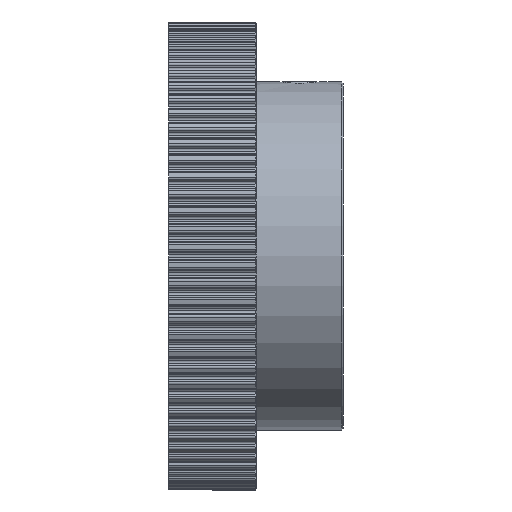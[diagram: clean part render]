
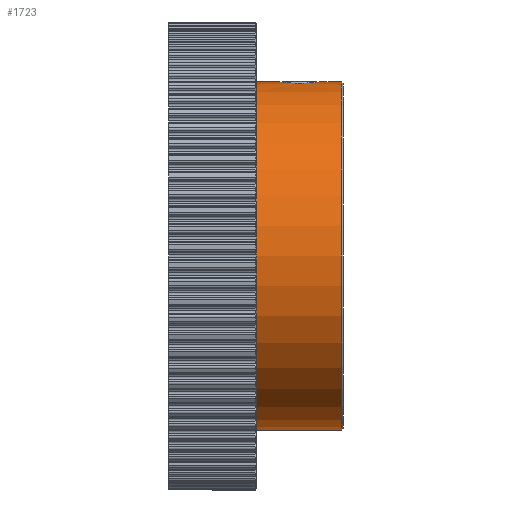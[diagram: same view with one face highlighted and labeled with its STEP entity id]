
A CAD part, front view. The second image highlights one B-rep face of the part: STEP entity #1723.
In plain terms, the highlighted cylindrical face has radius 19.05 mm (diameter 38.1 mm), a partial arc.
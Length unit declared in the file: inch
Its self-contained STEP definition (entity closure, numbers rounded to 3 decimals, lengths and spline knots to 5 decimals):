
#583 = VERTEX_POINT ( 'NONE', #3769 ) ;
#721 = DIRECTION ( 'NONE',  ( 0., 0., 1. ) ) ;
#1052 = CARTESIAN_POINT ( 'NONE',  ( -0.375, 0., 0.75 ) ) ;
#1177 = LINE ( 'NONE', #9991, #27968 ) ;
#1359 = CARTESIAN_POINT ( 'NONE',  ( 0.17613, -0.08765, 0.74486 ) ) ;
#1451 = CARTESIAN_POINT ( 'NONE',  ( 0.10329, -0.02272, 0.74968 ) ) ;
#1623 = CARTESIAN_POINT ( 'NONE',  ( 0.27437, -0.005, 0.74999 ) ) ;
#1723 = ADVANCED_FACE ( 'NONE', ( #28337 ), #27651, .T. ) ;
#1728 = CARTESIAN_POINT ( 'NONE',  ( 0.21006, -0.08485, 0.74519 ) ) ;
#1802 = EDGE_CURVE ( 'NONE', #22239, #583, #3311, .T. ) ;
#2602 = CARTESIAN_POINT ( 'NONE',  ( -0.375, 0., 0. ) ) ;
#2631 = EDGE_CURVE ( 'NONE', #13987, #9079, #15556, .T. ) ;
#2809 = DIRECTION ( 'NONE',  ( 0., 0., 1. ) ) ;
#2875 = VERTEX_POINT ( 'NONE', #7984 ) ;
#2891 = DIRECTION ( 'NONE',  ( -1., 0., 0. ) ) ;
#3044 = EDGE_CURVE ( 'NONE', #26240, #583, #18996, .T. ) ;
#3223 = B_SPLINE_CURVE_WITH_KNOTS ( 'NONE', 3,
 ( #27991, #1359, #21456, #8170, #23670, #10456, #25871, #12715, #28099, #14919, #1451, #17144, #3709, #19347, #5999, #21562, #8267, #23760 ),
 .UNSPECIFIED., .F., .F.,
 ( 4, 2, 2, 2, 2, 2, 2, 2, 4 ),
 ( 0.5, 0.56248, 0.62496, 0.6562, 0.68743, 0.71867, 0.73429, 0.7421, 0.74991 ),
 .UNSPECIFIED. ) ;
#3311 = LINE ( 'NONE', #1052, #14574 ) ;
#3709 = CARTESIAN_POINT ( 'NONE',  ( 0.10121, -0.01146, 0.74992 ) ) ;
#3769 = CARTESIAN_POINT ( 'NONE',  ( 0., 0., 0.75 ) ) ;
#3896 = CARTESIAN_POINT ( 'NONE',  ( 0.2738, -0.01141, 0.74992 ) ) ;
#3984 = CARTESIAN_POINT ( 'NONE',  ( 0.19304, -0.08766, 0.74486 ) ) ;
#4619 = CARTESIAN_POINT ( 'NONE',  ( 0.10051, 0., 0.75 ) ) ;
#5353 = CIRCLE ( 'NONE', #28724, 0.75 ) ;
#5999 = CARTESIAN_POINT ( 'NONE',  ( 0.10069, -0.00575, 0.74998 ) ) ;
#6167 = CARTESIAN_POINT ( 'NONE',  ( 0.27171, -0.02271, 0.74968 ) ) ;
#6931 = VERTEX_POINT ( 'NONE', #10586 ) ;
#7310 = CARTESIAN_POINT ( 'NONE',  ( 0.27449, 0., 0.75 ) ) ;
#7984 = CARTESIAN_POINT ( 'NONE',  ( 0.3687, 0., -0.75 ) ) ;
#8170 = CARTESIAN_POINT ( 'NONE',  ( 0.14365, -0.07656, 0.74609 ) ) ;
#8267 = CARTESIAN_POINT ( 'NONE',  ( 0.10051, -0.00139, 0.75 ) ) ;
#8333 = ORIENTED_EDGE ( 'NONE', *, *, #1802, .T. ) ;
#8464 = CARTESIAN_POINT ( 'NONE',  ( 0.26352, -0.04412, 0.74878 ) ) ;
#9079 = VERTEX_POINT ( 'NONE', #7310 ) ;
#9991 = CARTESIAN_POINT ( 'NONE',  ( -0.375, 0., -0.75 ) ) ;
#10456 = CARTESIAN_POINT ( 'NONE',  ( 0.12197, -0.05793, 0.74777 ) ) ;
#10586 = CARTESIAN_POINT ( 'NONE',  ( 0.1874, -0.08766, 0.74486 ) ) ;
#10642 = CARTESIAN_POINT ( 'NONE',  ( 0.27449, 0., 0.75 ) ) ;
#10729 = CARTESIAN_POINT ( 'NONE',  ( 0.24503, -0.06599, 0.7471 ) ) ;
#12715 = CARTESIAN_POINT ( 'NONE',  ( 0.11197, -0.04387, 0.74873 ) ) ;
#12883 = CARTESIAN_POINT ( 'NONE',  ( 0.27449, -0.00071, 0.75 ) ) ;
#12983 = CARTESIAN_POINT ( 'NONE',  ( 0.23108, -0.07608, 0.74614 ) ) ;
#13601 = ORIENTED_EDGE ( 'NONE', *, *, #23812, .T. ) ;
#13987 = VERTEX_POINT ( 'NONE', #18898 ) ;
#14199 = DIRECTION ( 'NONE',  ( -1., 0., 0. ) ) ;
#14477 = ORIENTED_EDGE ( 'NONE', *, *, #25625, .T. ) ;
#14574 = VECTOR ( 'NONE', #20146, 39.37008 ) ;
#14919 = CARTESIAN_POINT ( 'NONE',  ( 0.10496, -0.02828, 0.74949 ) ) ;
#15100 = CARTESIAN_POINT ( 'NONE',  ( 0.27446, -0.0025, 0.75 ) ) ;
#15184 = CARTESIAN_POINT ( 'NONE',  ( 0.2156, -0.08315, 0.74538 ) ) ;
#15447 = AXIS2_PLACEMENT_3D ( 'NONE', #2602, #2891, #2809 ) ;
#15556 = LINE ( 'NONE', #24887, #21425 ) ;
#16696 = B_SPLINE_CURVE_WITH_KNOTS ( 'NONE', 3,
 ( #10642, #26058, #12883, #28263, #15100, #1623, #17311, #3896, #19522, #6167, #21723, #8464, #23927, #10729, #26147, #12983, #28343, #15184, #1728, #17403, #3984, #19615 ),
 .UNSPECIFIED., .F., .F.,
 ( 4, 2, 1, 1, 2, 2, 2, 2, 2, 2, 2, 4 ),
 ( 0.24997, 0.25192, 0.25388, 0.25778, 0.2656, 0.28122, 0.31248, 0.37498, 0.40624, 0.43749, 0.46875, 0.5 ),
 .UNSPECIFIED. ) ;
#17144 = CARTESIAN_POINT ( 'NONE',  ( 0.10162, -0.01428, 0.74987 ) ) ;
#17311 = CARTESIAN_POINT ( 'NONE',  ( 0.27421, -0.00714, 0.74997 ) ) ;
#17403 = CARTESIAN_POINT ( 'NONE',  ( 0.19884, -0.0871, 0.74493 ) ) ;
#18898 = CARTESIAN_POINT ( 'NONE',  ( 0.3687, 0., 0.75 ) ) ;
#18907 = DIRECTION ( 'NONE',  ( -1., 0., 0. ) ) ;
#18996 = CIRCLE ( 'NONE', #22458, 0.75 ) ;
#19117 = ORIENTED_EDGE ( 'NONE', *, *, #3044, .F. ) ;
#19347 = CARTESIAN_POINT ( 'NONE',  ( 0.10079, -0.00719, 0.74997 ) ) ;
#19489 = CARTESIAN_POINT ( 'NONE',  ( 0., 0., -0.75 ) ) ;
#19522 = CARTESIAN_POINT ( 'NONE',  ( 0.27338, -0.01426, 0.74987 ) ) ;
#19615 = CARTESIAN_POINT ( 'NONE',  ( 0.1874, -0.08766, 0.74486 ) ) ;
#20146 = DIRECTION ( 'NONE',  ( -1., 0., 0. ) ) ;
#21425 = VECTOR ( 'NONE', #24452, 39.37008 ) ;
#21456 = CARTESIAN_POINT ( 'NONE',  ( 0.16463, -0.08535, 0.74514 ) ) ;
#21562 = CARTESIAN_POINT ( 'NONE',  ( 0.10054, -0.00288, 0.75 ) ) ;
#21723 = CARTESIAN_POINT ( 'NONE',  ( 0.27004, -0.02825, 0.74949 ) ) ;
#22239 = VERTEX_POINT ( 'NONE', #4619 ) ;
#22458 = AXIS2_PLACEMENT_3D ( 'NONE', #25489, #25372, #25303 ) ;
#22926 = ORIENTED_EDGE ( 'NONE', *, *, #25967, .T. ) ;
#23082 = ORIENTED_EDGE ( 'NONE', *, *, #25027, .F. ) ;
#23670 = CARTESIAN_POINT ( 'NONE',  ( 0.13399, -0.07005, 0.74677 ) ) ;
#23760 = CARTESIAN_POINT ( 'NONE',  ( 0.10051, 0., 0.75 ) ) ;
#23812 = EDGE_CURVE ( 'NONE', #6931, #22239, #3223, .T. ) ;
#23927 = CARTESIAN_POINT ( 'NONE',  ( 0.25706, -0.05387, 0.74811 ) ) ;
#24452 = DIRECTION ( 'NONE',  ( -1., 0., 0. ) ) ;
#24887 = CARTESIAN_POINT ( 'NONE',  ( -0.375, 0., 0.75 ) ) ;
#25027 = EDGE_CURVE ( 'NONE', #2875, #26240, #1177, .T. ) ;
#25303 = DIRECTION ( 'NONE',  ( 0., 0., 1. ) ) ;
#25372 = DIRECTION ( 'NONE',  ( -1., 0., 0. ) ) ;
#25489 = CARTESIAN_POINT ( 'NONE',  ( 0., 0., 0. ) ) ;
#25625 = EDGE_CURVE ( 'NONE', #9079, #6931, #16696, .T. ) ;
#25871 = CARTESIAN_POINT ( 'NONE',  ( 0.11832, -0.05345, 0.74811 ) ) ;
#25967 = EDGE_CURVE ( 'NONE', #2875, #13987, #5353, .T. ) ;
#26058 = CARTESIAN_POINT ( 'NONE',  ( 0.27449, -0.0003, 0.75 ) ) ;
#26147 = CARTESIAN_POINT ( 'NONE',  ( 0.24059, -0.06968, 0.74676 ) ) ;
#26240 = VERTEX_POINT ( 'NONE', #19489 ) ;
#27376 = CARTESIAN_POINT ( 'NONE',  ( 0.3687, 0., 0. ) ) ;
#27651 = CYLINDRICAL_SURFACE ( 'NONE', #15447, 0.75 ) ;
#27968 = VECTOR ( 'NONE', #18907, 39.37008 ) ;
#27991 = CARTESIAN_POINT ( 'NONE',  ( 0.1874, -0.08766, 0.74486 ) ) ;
#28099 = CARTESIAN_POINT ( 'NONE',  ( 0.10932, -0.03886, 0.74901 ) ) ;
#28137 = EDGE_LOOP ( 'NONE', ( #23082, #22926, #28370, #14477, #13601, #8333, #19117 ) ) ;
#28263 = CARTESIAN_POINT ( 'NONE',  ( 0.27448, -0.00143, 0.75 ) ) ;
#28337 = FACE_OUTER_BOUND ( 'NONE', #28137, .T. ) ;
#28343 = CARTESIAN_POINT ( 'NONE',  ( 0.2261, -0.07876, 0.74586 ) ) ;
#28370 = ORIENTED_EDGE ( 'NONE', *, *, #2631, .T. ) ;
#28724 = AXIS2_PLACEMENT_3D ( 'NONE', #27376, #14199, #721 ) ;
